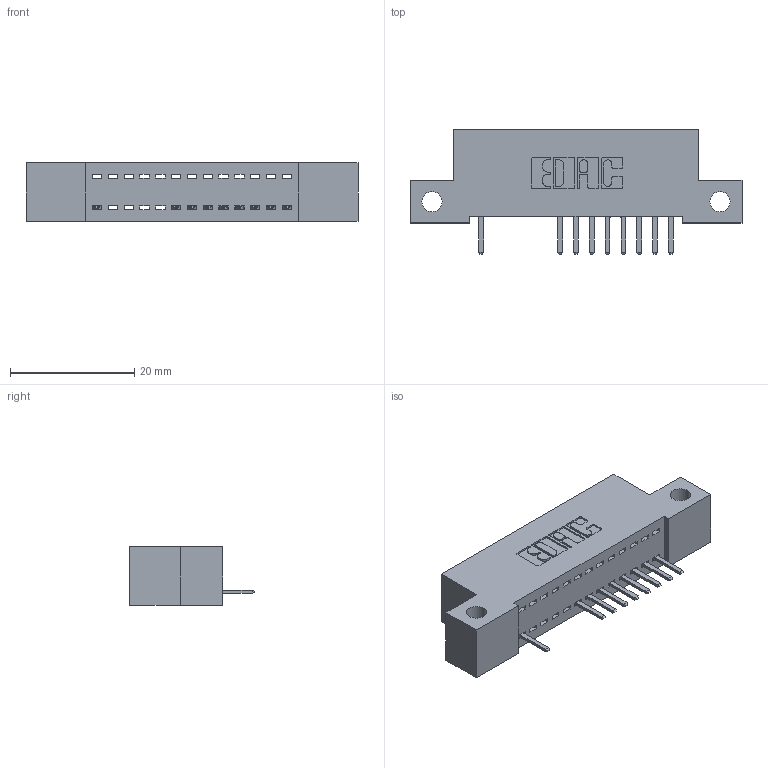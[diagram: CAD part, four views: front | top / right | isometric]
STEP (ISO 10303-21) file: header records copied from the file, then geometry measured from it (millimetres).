
FILE_DESCRIPTION (( 'STEP AP203' ), '1' );
FILE_NAME ('392-013-520-112.STEP', '2018-08-14T22:51:40', ( '' ), ( '' ), 'SwSTEP 2.0', 'SolidWorks 2016', '' );
FILE_SCHEMA (( 'CONFIG_CONTROL_DESIGN' ));
Length unit declared in the file: inch
Products named in the file (3): 342 Part_Side Mount; 345-292-001_345-293-120; 392-013-520-112
Assembly tree (10 placements, depth 2):
  392-013-520-112
    342 Part_Side Mount
    345-292-001_345-293-120  x9
Bounding box: 53.34 x 20.02 x 9.4 mm (x, y, z)
Volume: 4424.5 mm3; surface area: 5472.7 mm2
Topology: 10 solids, 10 shells, 716 faces, 2123 edges, 1390 vertices
Faces by surface type: plane 510, cylinder 206
Entity records: 11555 total; most frequent: CARTESIAN_POINT 2033, ORIENTED_EDGE 1974, DIRECTION 1757, EDGE_CURVE 987, LINE 855, VECTOR 855, VERTEX_POINT 654, AXIS2_PLACEMENT_3D 451
